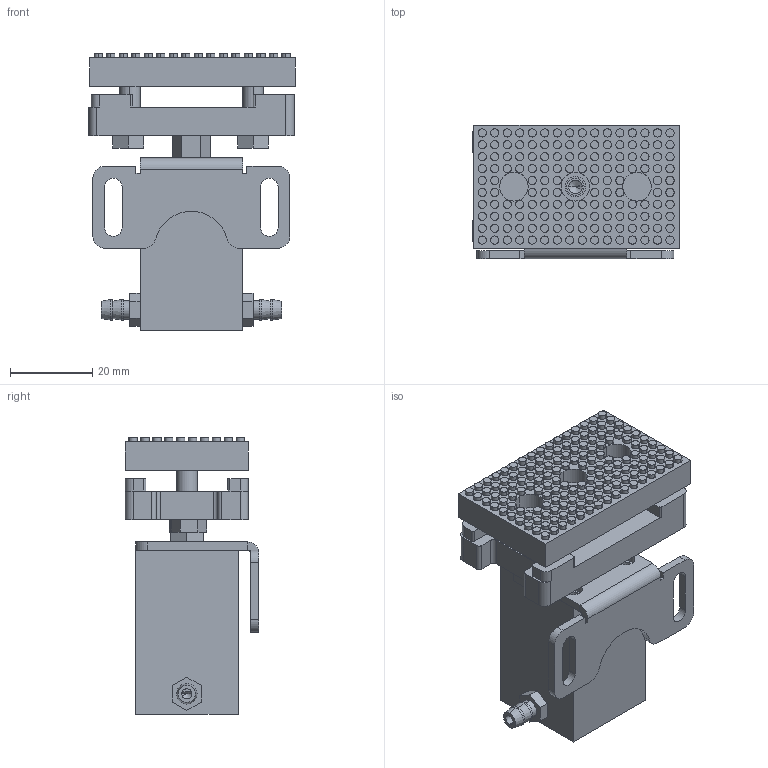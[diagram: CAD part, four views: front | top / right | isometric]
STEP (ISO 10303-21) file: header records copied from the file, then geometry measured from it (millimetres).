
FILE_DESCRIPTION (( 'STEP AP203' ), '1' );
FILE_NAME ('DL1815JZ3050P.STEP', '2021-04-02T10:13:37', ( '' ), ( '' ), 'SwSTEP 2.0', 'SolidWorks 2014', '' );
FILE_SCHEMA (( 'CONFIG_CONTROL_DESIGN' ));
Length unit declared in the file: millimetre
Products named in the file (7): M5鞠瘍苤脣郋; DL1815-020; DL1815JZ3050P; DL1815-030; DL1815-010; DL1815-040; JP3050す湍覜茼ん
Assembly tree (7 placements, depth 2):
  DL1815JZ3050P
    DL1815-010
    DL1815-020
    DL1815-030
    DL1815-040
    M5鞠瘍苤脣郋  x2
    JP3050す湍覜茼ん
Bounding box: 50.28 x 32.5 x 67.4 mm (x, y, z)
Volume: 42323.4 mm3; surface area: 25076.5 mm2
Topology: 7 solids, 7 shells, 760 faces, 1684 edges, 1098 vertices
Faces by surface type: cylinder 429, plane 300, cone 31
Entity records: 21322 total; most frequent: DIRECTION 3945, CARTESIAN_POINT 3466, ORIENTED_EDGE 3214, EDGE_CURVE 1607, AXIS2_PLACEMENT_3D 1601, VERTEX_POINT 1058, EDGE_LOOP 929, CIRCLE 860
